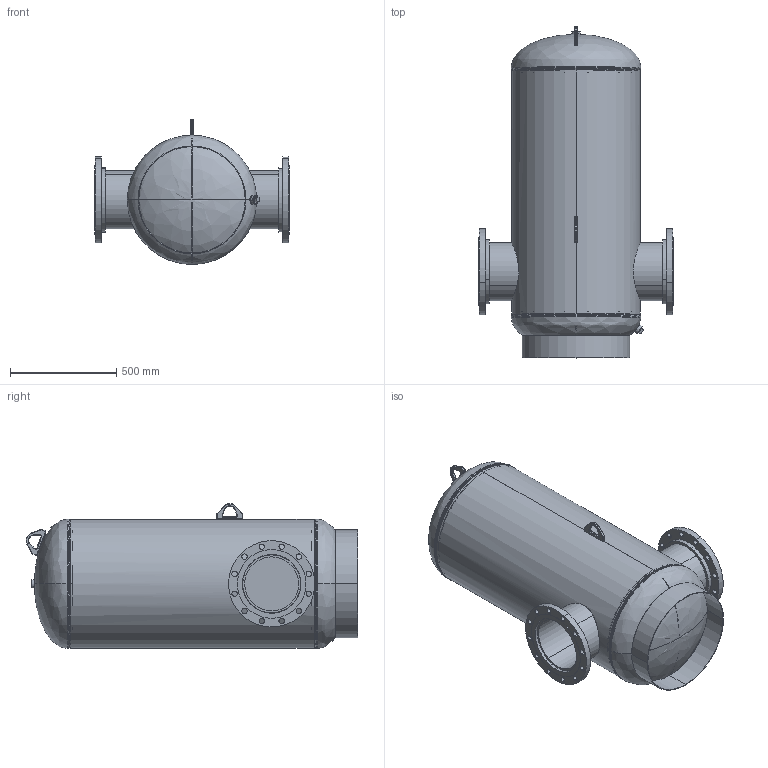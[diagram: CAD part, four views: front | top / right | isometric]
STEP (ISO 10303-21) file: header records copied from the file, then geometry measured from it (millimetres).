
FILE_DESCRIPTION (( 'STEP AP203' ), '1' );
FILE_NAME ('CBT-120-10F.STEP', '2021-03-22T14:58:12', ( '' ), ( '' ), 'SwSTEP 2.0', 'SolidWorks 2021', '' );
FILE_SCHEMA (( 'CONFIG_CONTROL_DESIGN' ));
Length unit declared in the file: inch
Products named in the file (13): 9200140; 9500050; 55K0266; 99Q0526; 9455024; 9500040; 9301130_8; 9461110; PLUGS_9500150; CBT-120-10F; 99B0565; 9400542
Assembly tree (22 placements, depth 2):
  CBT-120-10F
    99B0565
    9200140
    9200140
    9500040
    9500050
    PLUGS_9500150
    9301130_8  x2
    9461110  x2
    9455024
    55K0266  x8
    9400542  x2
    99Q0526
Bounding box: 914.4 x 1563.72 x 683.46 mm (x, y, z)
Volume: 20290679.6 mm3; surface area: 8877628.9 mm2
Topology: 22 solids, 22 shells, 397 faces, 902 edges, 550 vertices
Faces by surface type: cylinder 179, plane 116, torus 64, cone 24, bspline 14
Entity records: 13499 total; most frequent: CARTESIAN_POINT 5961, DIRECTION 1366, ORIENTED_EDGE 1132, AXIS2_PLACEMENT_3D 572, EDGE_CURVE 566, VERTEX_POINT 342, CIRCLE 310, EDGE_LOOP 296
